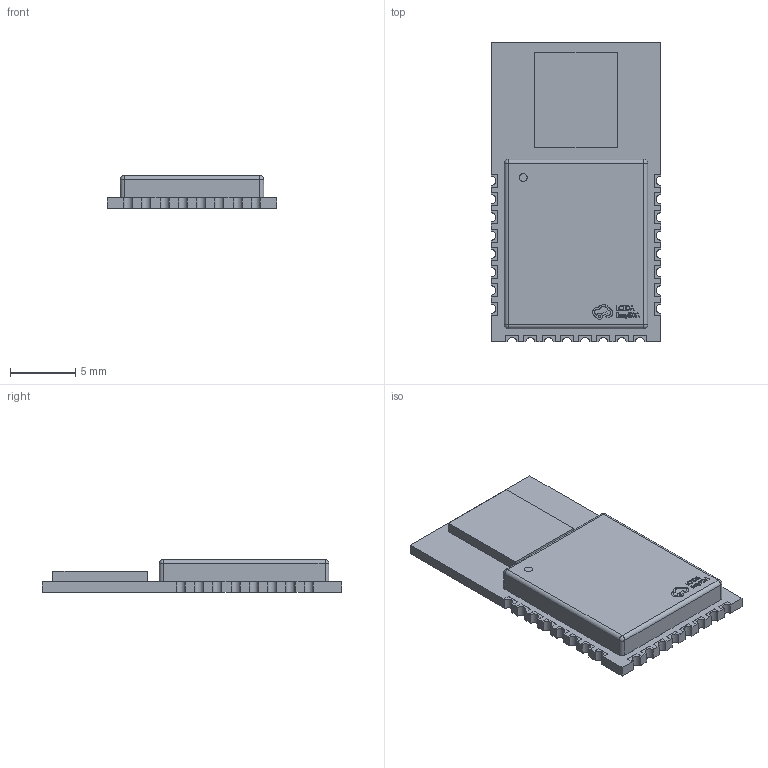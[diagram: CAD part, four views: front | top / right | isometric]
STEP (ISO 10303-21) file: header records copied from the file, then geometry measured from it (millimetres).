
FILE_DESCRIPTION (( 'STEP AP214' ), '1' );
FILE_NAME ('WIRELM-SMD_BU03.STEP', '2025-02-09T02:28:47', ( '' ), ( '' ), 'SwSTEP 2.0', 'SolidWorks 2020', '' );
FILE_SCHEMA (( 'AUTOMOTIVE_DESIGN' ));
Length unit declared in the file: millimetre
Products named in the file (1): WIRELM-SMD_BU03
Bounding box: 13 x 23 x 2.52 mm (x, y, z)
Volume: 514.5 mm3; surface area: 767.1 mm2
Topology: 1 solids, 1 shells, 599 faces, 1717 edges, 1138 vertices
Faces by surface type: plane 455, bspline 98, cylinder 42, sphere 4
Entity records: 26432 total; most frequent: CARTESIAN_POINT 4757, ORIENTED_EDGE 3426, DIRECTION 2603, EDGE_CURVE 1713, VECTOR 1427, LINE 1427, VERTEX_POINT 1138, EDGE_LOOP 621
